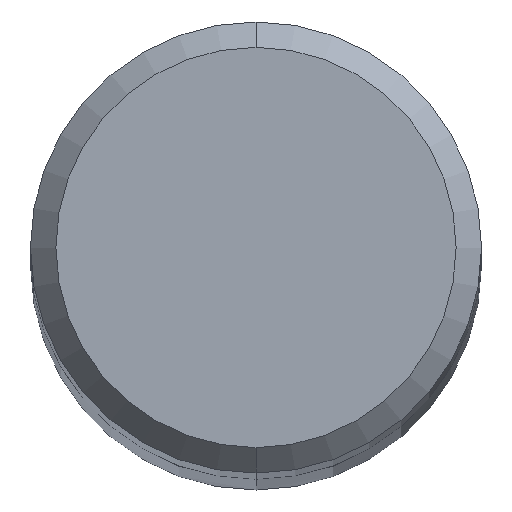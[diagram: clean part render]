
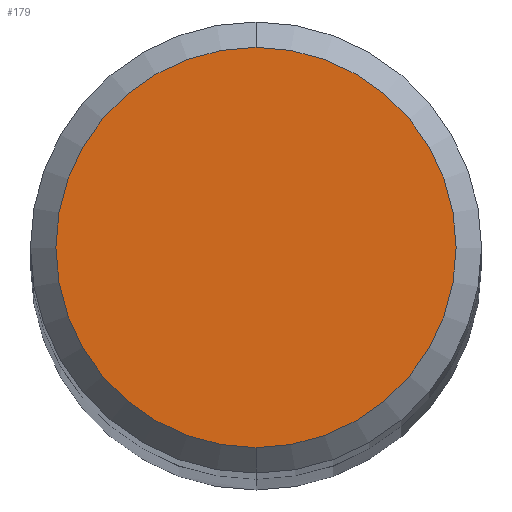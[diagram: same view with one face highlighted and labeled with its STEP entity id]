
A CAD part, top view. The second image highlights one B-rep face of the part: STEP entity #179.
In plain terms, the highlighted planar face has unit normal (0, 0, 1).
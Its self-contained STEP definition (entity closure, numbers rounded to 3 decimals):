
#179=ADVANCED_FACE('',(#439),#440,.T.);
#211=VERTEX_POINT('',#474);
#217=EDGE_CURVE('',#211,#337,#482,.T.);
#239=EDGE_CURVE('',#337,#211,#509,.T.);
#337=VERTEX_POINT('',#616);
#439=FACE_OUTER_BOUND('',#757,.T.);
#440=PLANE('',#758);
#474=CARTESIAN_POINT('',(0.,-3.15,53.0));
#482=CIRCLE('',#819,3.15);
#509=CIRCLE('',#879,3.15);
#616=CARTESIAN_POINT('',(0.0,3.15,53.0));
#757=EDGE_LOOP('',(#1299,#1300));
#758=AXIS2_PLACEMENT_3D('',#1301,#1302,#1303);
#819=AXIS2_PLACEMENT_3D('',#1340,#1341,#1342);
#879=AXIS2_PLACEMENT_3D('',#1394,#1395,#1396);
#1299=ORIENTED_EDGE('',*,*,#239,.F.);
#1300=ORIENTED_EDGE('',*,*,#217,.F.);
#1301=CARTESIAN_POINT('',(0.0,1.575,53.0));
#1302=DIRECTION('',(0.0,0.0,1.0));
#1303=DIRECTION('',(0.0,-1.0,0.0));
#1340=CARTESIAN_POINT('',(0.0,0.0,53.0));
#1341=DIRECTION('',(0.0,0.0,-1.0));
#1342=DIRECTION('',(0.0,1.0,0.0));
#1394=CARTESIAN_POINT('',(0.0,0.0,53.0));
#1395=DIRECTION('',(0.0,0.0,-1.0));
#1396=DIRECTION('',(0.0,1.0,0.0));
